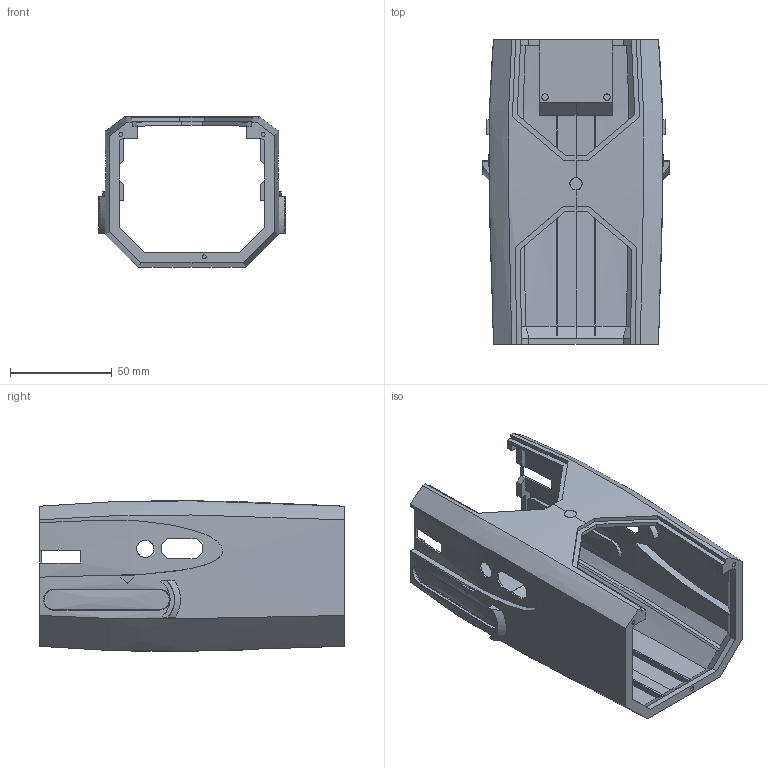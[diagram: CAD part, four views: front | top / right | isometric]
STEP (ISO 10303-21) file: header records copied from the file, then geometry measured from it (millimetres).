
FILE_DESCRIPTION(/* description */ (''),/* implementation_level */ '2;1');
FILE_NAME(/* name */ 'Fuselage 4.step',/* time_stamp */ '2024-11-26T12:08:25+01:00',/* author */ (''),/* organization */ (''),/* preprocessor_version */ 'ST-DEVELOPER v20',/* originating_system */ 'Autodesk Translation Framework v13.20.0.188',/* authorisation */ '');
FILE_SCHEMA (('AUTOMOTIVE_DESIGN { 1 0 10303 214 3 1 1 }'));
Length unit declared in the file: millimetre
Products named in the file (1): Fuselage 4
Bounding box: 91.71 x 150 x 74.08 mm (x, y, z)
Volume: 57478.5 mm3; surface area: 82736.8 mm2
Topology: 1 solids, 1 shells, 304 faces, 874 edges, 572 vertices
Faces by surface type: bspline 154, plane 138, cylinder 12
Full cylindrical faces by diameter (mm): 2 x6, 3.2 x2, 6 x2, 8.45 x2
Entity records: 15705 total; most frequent: CARTESIAN_POINT 9239, ORIENTED_EDGE 1748, EDGE_CURVE 874, DIRECTION 629, VERTEX_POINT 572, B_SPLINE_CURVE_WITH_KNOTS 564, EDGE_LOOP 328, FACE_OUTER_BOUND 304
